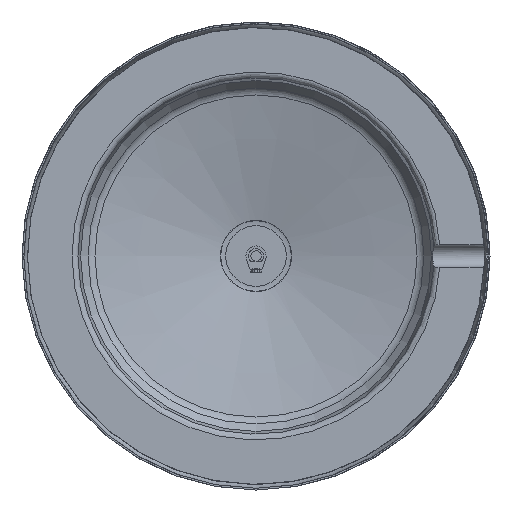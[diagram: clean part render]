
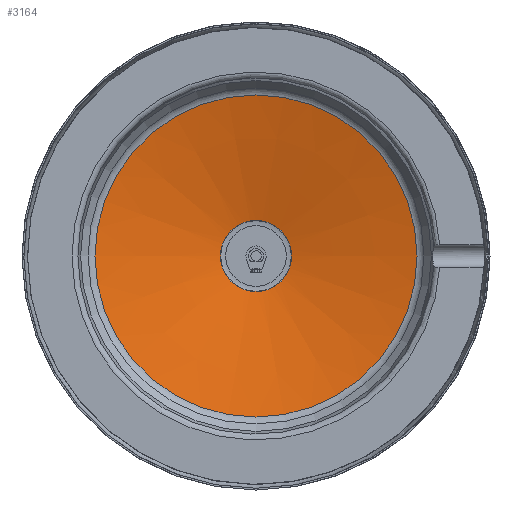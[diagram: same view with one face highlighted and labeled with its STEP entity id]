
A CAD part, front view. The second image highlights one B-rep face of the part: STEP entity #3164.
In plain terms, the highlighted conical face has half-angle 76.64 degrees and reference radius 66.144 mm.
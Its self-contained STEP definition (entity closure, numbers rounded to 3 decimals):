
#141=CONICAL_SURFACE('',#3665,66.144,1.338);
#341=CIRCLE('',#3658,107.483);
#342=CIRCLE('',#3659,107.483);
#347=CIRCLE('',#3664,107.483);
#348=CIRCLE('',#3666,23.709);
#349=CIRCLE('',#3667,23.709);
#350=CIRCLE('',#3668,23.709);
#637=FACE_OUTER_BOUND('',#814,.T.);
#814=EDGE_LOOP('',(#2243,#2244,#2245,#2246,#2247,#2248,#2249,#2250));
#1082=LINE('',#5407,#1224);
#1224=VECTOR('',#4216,66.144);
#1419=VERTEX_POINT('',#5388);
#1420=VERTEX_POINT('',#5389);
#1421=VERTEX_POINT('',#5391);
#1425=VERTEX_POINT('',#5402);
#1426=VERTEX_POINT('',#5403);
#1427=VERTEX_POINT('',#5405);
#1744=EDGE_CURVE('',#1419,#1420,#341,.T.);
#1745=EDGE_CURVE('',#1420,#1421,#342,.T.);
#1750=EDGE_CURVE('',#1421,#1419,#347,.T.);
#1751=EDGE_CURVE('',#1425,#1426,#348,.T.);
#1752=EDGE_CURVE('',#1427,#1425,#349,.T.);
#1753=EDGE_CURVE('',#1427,#1420,#1082,.T.);
#1754=EDGE_CURVE('',#1426,#1427,#350,.T.);
#2243=ORIENTED_EDGE('',*,*,#1751,.F.);
#2244=ORIENTED_EDGE('',*,*,#1752,.F.);
#2245=ORIENTED_EDGE('',*,*,#1753,.T.);
#2246=ORIENTED_EDGE('',*,*,#1744,.F.);
#2247=ORIENTED_EDGE('',*,*,#1750,.F.);
#2248=ORIENTED_EDGE('',*,*,#1745,.F.);
#2249=ORIENTED_EDGE('',*,*,#1753,.F.);
#2250=ORIENTED_EDGE('',*,*,#1754,.F.);
#3164=ADVANCED_FACE('',(#637),#141,.F.);
#3658=AXIS2_PLACEMENT_3D('',#5390,#4196,#4197);
#3659=AXIS2_PLACEMENT_3D('',#5392,#4198,#4199);
#3664=AXIS2_PLACEMENT_3D('',#5400,#4208,#4209);
#3665=AXIS2_PLACEMENT_3D('',#5401,#4210,#4211);
#3666=AXIS2_PLACEMENT_3D('',#5404,#4212,#4213);
#3667=AXIS2_PLACEMENT_3D('',#5406,#4214,#4215);
#3668=AXIS2_PLACEMENT_3D('',#5408,#4217,#4218);
#4196=DIRECTION('center_axis',(0.,1.,0.));
#4197=DIRECTION('ref_axis',(1.,0.,0.));
#4198=DIRECTION('center_axis',(0.,1.,0.));
#4199=DIRECTION('ref_axis',(1.,0.,0.));
#4208=DIRECTION('center_axis',(0.,1.,0.));
#4209=DIRECTION('ref_axis',(1.,0.,0.));
#4210=DIRECTION('center_axis',(0.,-1.,0.));
#4211=DIRECTION('ref_axis',(-1.,0.,0.));
#4212=DIRECTION('center_axis',(0.,-1.,0.));
#4213=DIRECTION('ref_axis',(1.,0.,0.));
#4214=DIRECTION('center_axis',(0.,-1.,0.));
#4215=DIRECTION('ref_axis',(1.,0.,0.));
#4216=DIRECTION('',(0.973,-0.231,0.));
#4217=DIRECTION('center_axis',(0.,-1.,0.));
#4218=DIRECTION('ref_axis',(1.,0.,0.));
#5388=CARTESIAN_POINT('',(-107.483,22.166,0.));
#5389=CARTESIAN_POINT('',(107.483,22.166,0.));
#5390=CARTESIAN_POINT('Origin',(0.,22.166,0.));
#5391=CARTESIAN_POINT('',(0.,22.166,-107.483));
#5392=CARTESIAN_POINT('Origin',(0.,22.166,0.));
#5400=CARTESIAN_POINT('Origin',(0.,22.166,0.));
#5401=CARTESIAN_POINT('Origin',(0.,31.984,0.));
#5402=CARTESIAN_POINT('',(-23.709,42.062,0.));
#5403=CARTESIAN_POINT('',(0.,42.062,-23.709));
#5404=CARTESIAN_POINT('Origin',(0.,42.062,0.));
#5405=CARTESIAN_POINT('',(23.709,42.062,0.));
#5406=CARTESIAN_POINT('Origin',(0.,42.062,0.));
#5407=CARTESIAN_POINT('',(66.144,31.984,0.));
#5408=CARTESIAN_POINT('Origin',(0.,42.062,0.));
